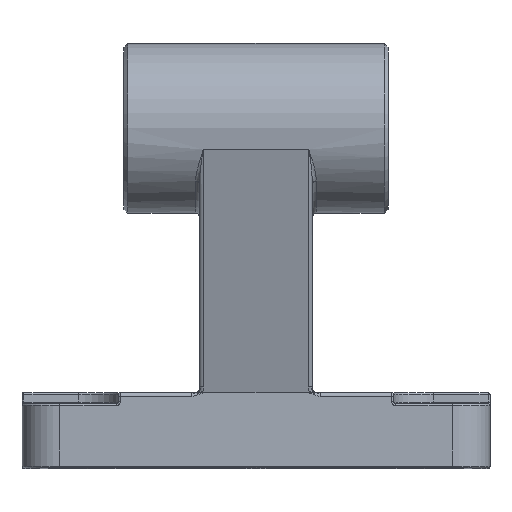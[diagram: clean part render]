
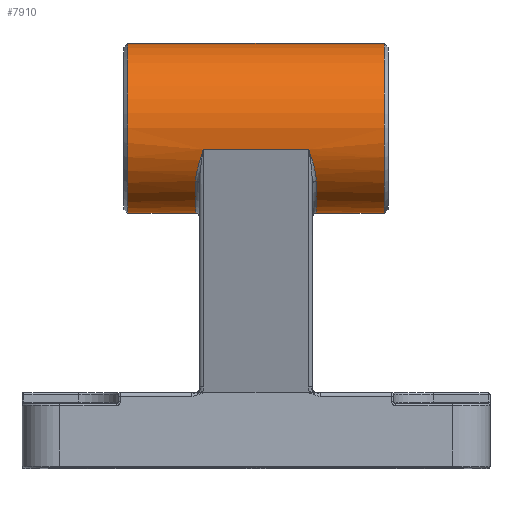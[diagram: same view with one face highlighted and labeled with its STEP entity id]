
A CAD part, top view. The second image highlights one B-rep face of the part: STEP entity #7910.
In plain terms, the highlighted cylindrical face has radius 22.5 mm (diameter 45 mm), a full revolution.
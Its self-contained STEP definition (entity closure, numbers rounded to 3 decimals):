
#7791=CARTESIAN_POINT('',(-34.0,112.5,40.));
#7792=VERTEX_POINT('',#7791);
#7793=CARTESIAN_POINT('',(-34.0,90.0,40.0));
#7794=DIRECTION('',(-1.0,0.0,0.0));
#7795=DIRECTION('',(0.0,-1.0,0.0));
#7796=AXIS2_PLACEMENT_3D('',#7793,#7794,#7795);
#7797=CIRCLE('',#7796,22.5);
#7798=EDGE_CURVE('',#7792,#7792,#7797,.T.);
#7803=CARTESIAN_POINT('',(0.0,90.0,40.0));
#7804=DIRECTION('',(1.0,0.0,0.0));
#7805=DIRECTION('',(0.0,-1.0,0.0));
#7806=AXIS2_PLACEMENT_3D('',#7803,#7804,#7805);
#7807=CYLINDRICAL_SURFACE('',#7806,22.5);
#7808=CARTESIAN_POINT('',(34.0,112.5,40.0));
#7809=VERTEX_POINT('',#7808);
#7810=CARTESIAN_POINT('',(34.0,90.0,40.0));
#7811=DIRECTION('',(1.0,0.0,0.0));
#7812=DIRECTION('',(0.0,-1.0,0.0));
#7813=AXIS2_PLACEMENT_3D('',#7810,#7811,#7812);
#7814=CIRCLE('',#7813,22.5);
#7815=EDGE_CURVE('',#7809,#7809,#7814,.T.);
#7816=ORIENTED_EDGE('',*,*,#7815,.F.);
#7817=EDGE_LOOP('',(#7816));
#7818=FACE_OUTER_BOUND('',#7817,.T.);
#7819=CARTESIAN_POINT('',(16.0,76.017,57.627));
#7820=VERTEX_POINT('',#7819);
#7821=CARTESIAN_POINT('',(14.0,84.323,61.772));
#7822=VERTEX_POINT('',#7821);
#7823=CARTESIAN_POINT('',(16.,76.017,57.627));
#7824=CARTESIAN_POINT('',(16.,77.012,58.417));
#7825=CARTESIAN_POINT('',(15.702,78.608,59.473));
#7826=CARTESIAN_POINT('',(14.944,81.379,60.846));
#7827=CARTESIAN_POINT('',(14.377,83.126,61.459));
#7828=CARTESIAN_POINT('',(14.004,84.312,61.769));
#7829=CARTESIAN_POINT('',(14.002,84.317,61.771));
#7830=CARTESIAN_POINT('',(14.,84.323,61.772));
#7831=B_SPLINE_CURVE_WITH_KNOTS('',3,(#7823,#7824,#7825,#7826,#7827,#7828,#7829,#7830),.UNSPECIFIED.,.F.,.U.,(4,1,1,2,4),(0.,0.398,0.597,0.995,0.997),.UNSPECIFIED.);
#7832=EDGE_CURVE('',#7820,#7822,#7831,.T.);
#7833=ORIENTED_EDGE('',*,*,#7832,.F.);
#7834=CARTESIAN_POINT('',(16.,95.796,18.259));
#7835=VERTEX_POINT('',#7834);
#7836=CARTESIAN_POINT('',(16.0,90.0,40.0));
#7837=DIRECTION('',(-1.0,0.0,0.0));
#7838=DIRECTION('',(0.0,-0.894,-0.449));
#7839=AXIS2_PLACEMENT_3D('',#7836,#7837,#7838);
#7840=CIRCLE('',#7839,22.5);
#7841=EDGE_CURVE('',#7835,#7820,#7840,.T.);
#7842=ORIENTED_EDGE('',*,*,#7841,.F.);
#7843=CARTESIAN_POINT('',(14.0,104.079,22.449));
#7844=VERTEX_POINT('',#7843);
#7845=CARTESIAN_POINT('',(14.,104.079,22.449));
#7846=CARTESIAN_POINT('',(14.002,104.075,22.446));
#7847=CARTESIAN_POINT('',(14.004,104.07,22.442));
#7848=CARTESIAN_POINT('',(14.377,103.113,21.676));
#7849=CARTESIAN_POINT('',(14.943,101.579,20.64));
#7850=CARTESIAN_POINT('',(15.702,98.824,19.237));
#7851=CARTESIAN_POINT('',(16.,97.024,18.587));
#7852=CARTESIAN_POINT('',(16.,95.796,18.259));
#7853=B_SPLINE_CURVE_WITH_KNOTS('',3,(#7845,#7846,#7847,#7848,#7849,#7850,#7851,#7852),.UNSPECIFIED.,.F.,.U.,(4,2,1,1,4),(-0.002,0.0,0.398,0.597,0.995),.UNSPECIFIED.);
#7854=EDGE_CURVE('',#7844,#7835,#7853,.T.);
#7855=ORIENTED_EDGE('',*,*,#7854,.F.);
#7856=CARTESIAN_POINT('',(-14.0,104.079,22.449));
#7857=VERTEX_POINT('',#7856);
#7858=CARTESIAN_POINT('',(-14.0,104.079,22.449));
#7859=DIRECTION('',(1.0,0.0,0.0));
#7860=VECTOR('',#7859,28.0);
#7861=LINE('',#7858,#7860);
#7862=EDGE_CURVE('',#7857,#7844,#7861,.T.);
#7863=ORIENTED_EDGE('',*,*,#7862,.F.);
#7864=CARTESIAN_POINT('',(-16.0,95.796,18.259));
#7865=VERTEX_POINT('',#7864);
#7866=CARTESIAN_POINT('',(-16.,95.796,18.259));
#7867=CARTESIAN_POINT('',(-16.,97.024,18.587));
#7868=CARTESIAN_POINT('',(-15.702,98.824,19.237));
#7869=CARTESIAN_POINT('',(-14.943,101.579,20.64));
#7870=CARTESIAN_POINT('',(-14.377,103.113,21.676));
#7871=CARTESIAN_POINT('',(-14.004,104.07,22.442));
#7872=CARTESIAN_POINT('',(-14.002,104.075,22.446));
#7873=CARTESIAN_POINT('',(-14.,104.079,22.449));
#7874=B_SPLINE_CURVE_WITH_KNOTS('',3,(#7866,#7867,#7868,#7869,#7870,#7871,#7872,#7873),.UNSPECIFIED.,.F.,.U.,(4,1,1,2,4),(0.0,0.398,0.597,0.995,0.997),.UNSPECIFIED.);
#7875=EDGE_CURVE('',#7865,#7857,#7874,.T.);
#7876=ORIENTED_EDGE('',*,*,#7875,.F.);
#7877=CARTESIAN_POINT('',(-16.,76.017,57.627));
#7878=VERTEX_POINT('',#7877);
#7879=CARTESIAN_POINT('',(-16.0,90.0,40.0));
#7880=DIRECTION('',(1.0,0.0,0.0));
#7881=DIRECTION('',(0.0,-0.894,-0.449));
#7882=AXIS2_PLACEMENT_3D('',#7879,#7880,#7881);
#7883=CIRCLE('',#7882,22.5);
#7884=EDGE_CURVE('',#7878,#7865,#7883,.T.);
#7885=ORIENTED_EDGE('',*,*,#7884,.F.);
#7886=CARTESIAN_POINT('',(-14.0,84.323,61.772));
#7887=VERTEX_POINT('',#7886);
#7888=CARTESIAN_POINT('',(-14.,84.323,61.772));
#7889=CARTESIAN_POINT('',(-14.002,84.317,61.771));
#7890=CARTESIAN_POINT('',(-14.004,84.312,61.769));
#7891=CARTESIAN_POINT('',(-14.562,82.535,61.304));
#7892=CARTESIAN_POINT('',(-15.32,80.236,60.396));
#7893=CARTESIAN_POINT('',(-15.896,77.548,58.772));
#7894=CARTESIAN_POINT('',(-16.,76.515,58.022));
#7895=CARTESIAN_POINT('',(-16.,76.017,57.627));
#7896=B_SPLINE_CURVE_WITH_KNOTS('',3,(#7888,#7889,#7890,#7891,#7892,#7893,#7894,#7895),.UNSPECIFIED.,.F.,.U.,(4,2,1,1,4),(-0.002,0.0,0.597,0.796,0.995),.UNSPECIFIED.);
#7897=EDGE_CURVE('',#7887,#7878,#7896,.T.);
#7898=ORIENTED_EDGE('',*,*,#7897,.F.);
#7899=CARTESIAN_POINT('',(-14.0,84.323,61.772));
#7900=DIRECTION('',(1.0,0.0,0.0));
#7901=VECTOR('',#7900,28.0);
#7902=LINE('',#7899,#7901);
#7903=EDGE_CURVE('',#7887,#7822,#7902,.T.);
#7904=ORIENTED_EDGE('',*,*,#7903,.T.);
#7905=EDGE_LOOP('',(#7833,#7842,#7855,#7863,#7876,#7885,#7898,#7904));
#7906=FACE_BOUND('',#7905,.T.);
#7907=ORIENTED_EDGE('',*,*,#7798,.F.);
#7908=EDGE_LOOP('',(#7907));
#7909=FACE_BOUND('',#7908,.T.);
#7910=ADVANCED_FACE('',(#7818,#7906,#7909),#7807,.T.);
